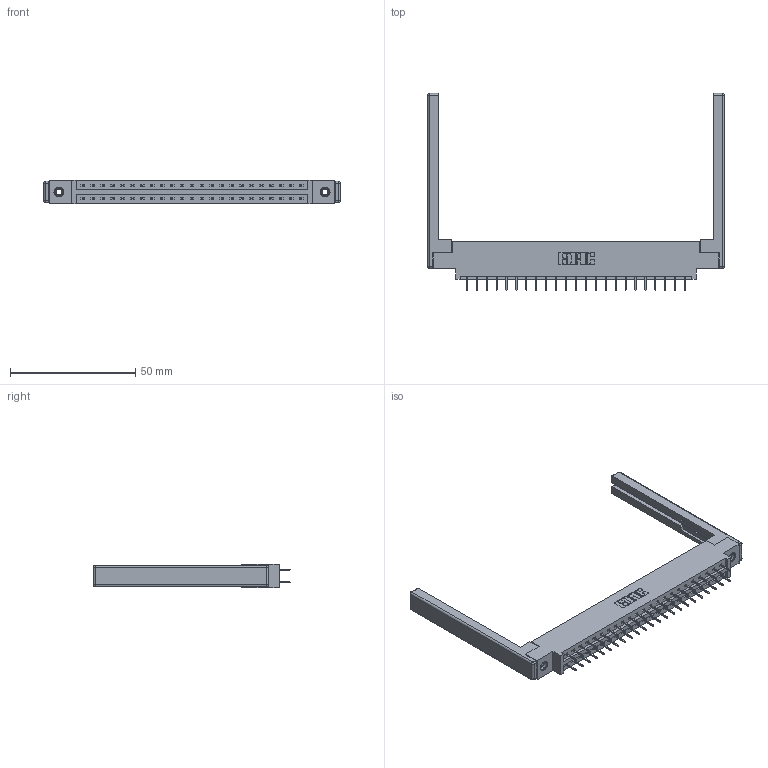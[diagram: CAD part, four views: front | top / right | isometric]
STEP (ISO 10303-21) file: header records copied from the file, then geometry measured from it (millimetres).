
FILE_DESCRIPTION (( 'STEP AP203' ), '1' );
FILE_NAME ('387-046-524-868.STEP', '2019-10-18T07:26:56', ( '' ), ( '' ), 'SwSTEP 2.0', 'SolidWorks 2016', '' );
FILE_SCHEMA (( 'CONFIG_CONTROL_DESIGN' ));
Length unit declared in the file: inch
Products named in the file (5): 337 Part_0.170 Offset - 0.156 Dia-TI; 307-220-068; 345-292-001_345-293-124; 345-250-001_345-250-001-102; 387-046-524-868
Assembly tree (51 placements, depth 2):
  387-046-524-868
    337 Part_0.170 Offset - 0.156 Dia-TI
    345-292-001_345-293-124  x46
    345-250-001_345-250-001-102  x2
    307-220-068  x2
Bounding box: 118.57 x 78.75 x 9.4 mm (x, y, z)
Volume: 16440.3 mm3; surface area: 17370.8 mm2
Topology: 51 solids, 51 shells, 2940 faces, 8303 edges, 5330 vertices
Faces by surface type: plane 2186, cylinder 730, cone 12, sphere 8, torus 4
Entity records: 23256 total; most frequent: CARTESIAN_POINT 3899, ORIENTED_EDGE 3824, DIRECTION 3422, EDGE_CURVE 1912, VECTOR 1738, LINE 1738, VERTEX_POINT 1262, AXIS2_PLACEMENT_3D 842
